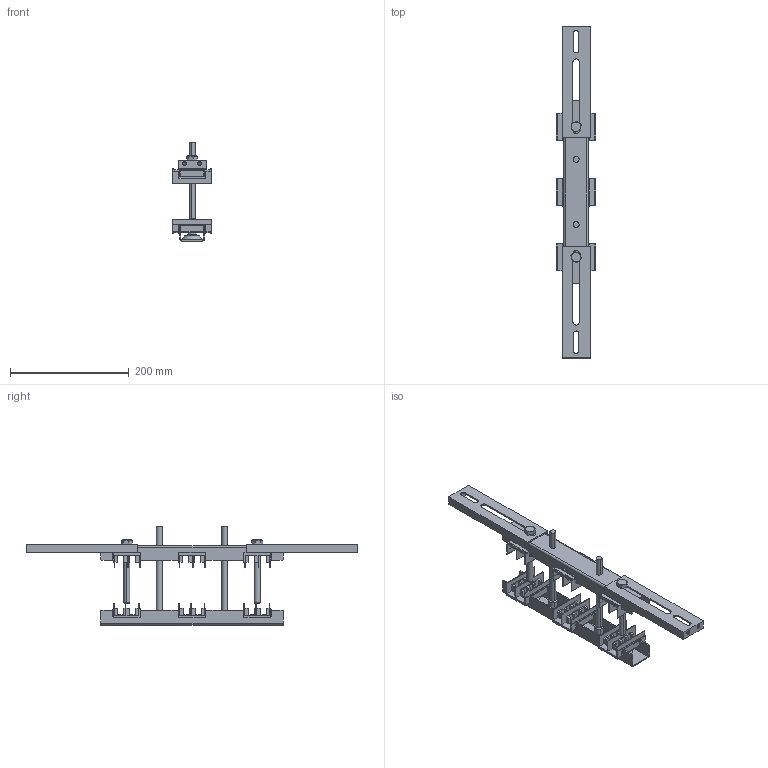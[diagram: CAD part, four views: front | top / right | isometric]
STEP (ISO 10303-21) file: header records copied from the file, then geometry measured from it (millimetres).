
FILE_DESCRIPTION(('STEP AP203'),'1');
FILE_NAME('ubs2-10t.stp','2024-06-09T21:21:53',('TraceParts'),('TraceParts S.A.'),'Spatial InterOp 3D',' ',' ');
FILE_SCHEMA(('CONFIG_CONTROL_DESIGN'));
Length unit declared in the file: millimetre
Products named in the file (1): 1
Bounding box: 66 x 559.76 x 165.26 mm (x, y, z)
Volume: 341132.3 mm3; surface area: 316455.7 mm2
Topology: 20 solids, 20 shells, 1070 faces, 2924 edges, 1924 vertices
Faces by surface type: plane 882, cylinder 140, cone 44, torus 4
Entity records: 33636 total; most frequent: CARTESIAN_POINT 6082, ORIENTED_EDGE 5848, DIRECTION 5416, EDGE_CURVE 2924, LINE 2564, VECTOR 2564, VERTEX_POINT 1924, AXIS2_PLACEMENT_3D 1426
